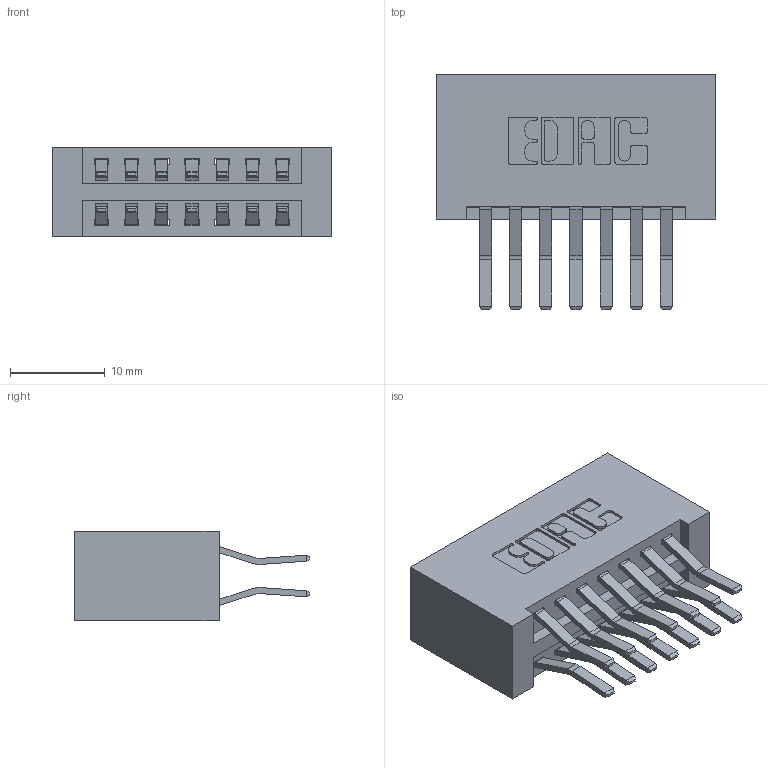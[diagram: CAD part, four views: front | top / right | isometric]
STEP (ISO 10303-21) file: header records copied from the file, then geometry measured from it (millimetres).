
FILE_DESCRIPTION (( 'STEP AP203' ), '1' );
FILE_NAME ('346-014-560-201.STEP', '2022-05-18T15:04:49', ( '' ), ( '' ), 'SwSTEP 2.0', 'SolidWorks 2020', '' );
FILE_SCHEMA (( 'CONFIG_CONTROL_DESIGN' ));
Length unit declared in the file: inch
Products named in the file (3): 346-014-560-201; 346 Part_No Mounting Lugs; 345-292-001_560 Tail
Assembly tree (15 placements, depth 2):
  346-014-560-201
    346 Part_No Mounting Lugs
    345-292-001_560 Tail  x14
Bounding box: 29.46 x 24.78 x 9.4 mm (x, y, z)
Volume: 3266.3 mm3; surface area: 4347.7 mm2
Topology: 15 solids, 15 shells, 870 faces, 2559 edges, 1686 vertices
Faces by surface type: plane 562, cylinder 308
Entity records: 9091 total; most frequent: CARTESIAN_POINT 1544, ORIENTED_EDGE 1478, DIRECTION 1411, EDGE_CURVE 739, VECTOR 583, LINE 583, VERTEX_POINT 490, AXIS2_PLACEMENT_3D 414
